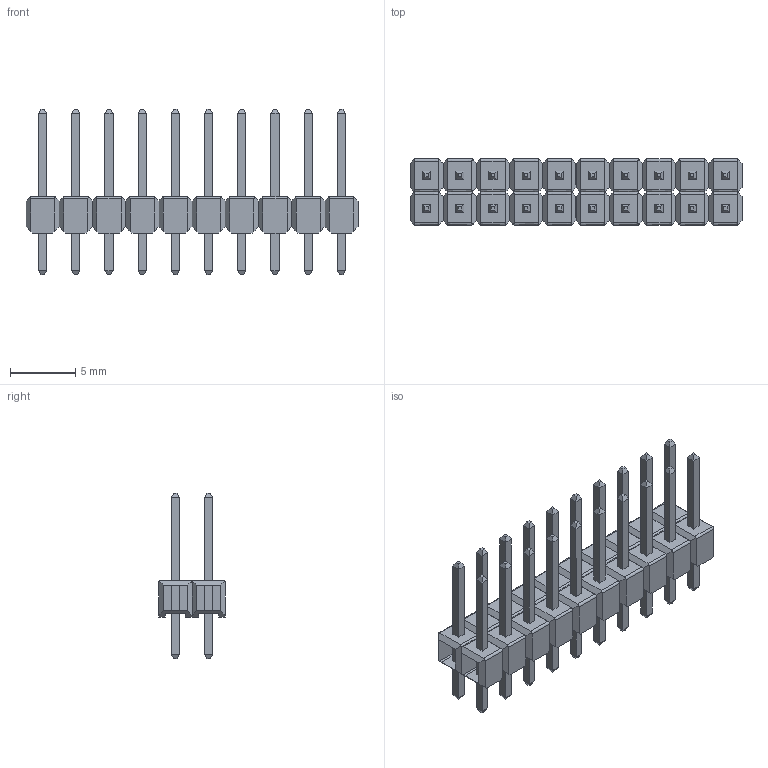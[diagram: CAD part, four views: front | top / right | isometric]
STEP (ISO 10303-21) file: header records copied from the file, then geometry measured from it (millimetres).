
FILE_DESCRIPTION(/* description */ (''),/* implementation_level */ '2;1');
FILE_NAME(/* name */ 'HE10A9~1',/* time_stamp */ '2020-07-05T15:39:56-04:00',/* author */ (''),/* organization */ (''),/* preprocessor_version */ 'ST-DEVELOPER v16.5',/* originating_system */ '',/* authorisation */ '');
FILE_SCHEMA (('AUTOMOTIVE_DESIGN_CC2'));
Length unit declared in the file: millimetre
Products named in the file (1): Document
Bounding box: 25.4 x 5.08 x 12.7 mm (x, y, z)
Volume: 98.2 mm3; surface area: 1345.1 mm2
Topology: 20 solids, 40 shells, 724 faces, 1894 edges, 1218 vertices
Faces by surface type: bspline 724
Entity records: 42824 total; most frequent: CARTESIAN_POINT 18186, B_SPLINE_CURVE_WITH_KNOTS 5350, ORIENTED_EDGE 3616, PCURVE 3616, DEFINITIONAL_REPRESENTATION 3616, SURFACE_CURVE 1880, EDGE_CURVE 1880, VERTEX_POINT 1200
